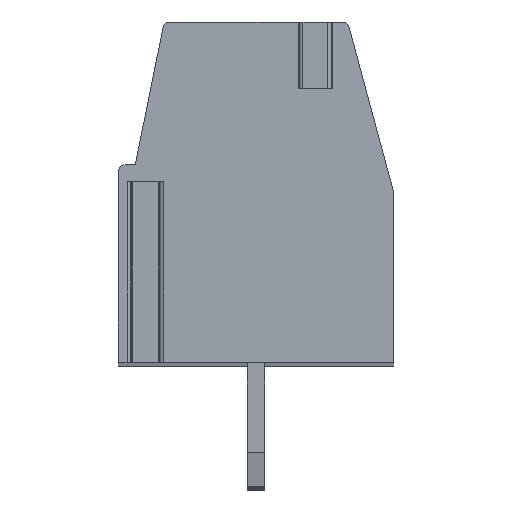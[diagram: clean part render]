
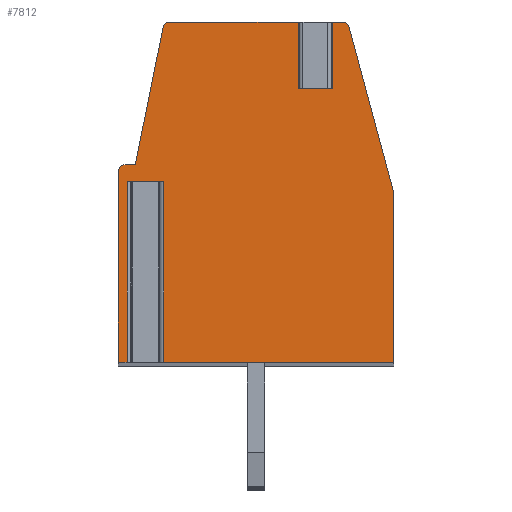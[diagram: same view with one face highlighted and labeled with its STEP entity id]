
A CAD part, top view. The second image highlights one B-rep face of the part: STEP entity #7812.
In plain terms, the highlighted planar face has unit normal (0, 0, 1).
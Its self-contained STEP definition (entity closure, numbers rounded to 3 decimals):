
#13=DIRECTION('',(-1.,0.,0.));
#14=VECTOR('',#13,1.07);
#15=CARTESIAN_POINT('',(-2.72,0.3,63.5));
#16=LINE('',#15,#14);
#17=DIRECTION('',(0.,-1.,0.));
#18=VECTOR('',#17,5.3);
#19=CARTESIAN_POINT('',(-3.79,0.3,63.5));
#20=LINE('',#19,#18);
#21=DIRECTION('',(1.,0.,0.));
#22=VECTOR('',#21,0.26);
#23=CARTESIAN_POINT('',(-4.05,-5.,63.5));
#24=LINE('',#23,#22);
#25=DIRECTION('',(0.,-1.,0.));
#26=VECTOR('',#25,5.6);
#27=CARTESIAN_POINT('',(-4.05,0.6,63.5));
#28=LINE('',#27,#26);
#29=CARTESIAN_POINT('',(-3.85,0.6,63.5));
#30=DIRECTION('',(0.,0.,1.));
#31=DIRECTION('',(0.,1.,0.));
#32=AXIS2_PLACEMENT_3D('',#29,#30,#31);
#34=DIRECTION('',(-1.,0.,0.));
#35=VECTOR('',#34,0.3);
#36=CARTESIAN_POINT('',(-3.55,0.8,63.5));
#37=LINE('',#36,#35);
#38=DIRECTION('',(-0.198,-0.98,0.));
#39=VECTOR('',#38,4.122);
#40=CARTESIAN_POINT('',(-2.732,4.84,63.5));
#41=LINE('',#40,#39);
#42=CARTESIAN_POINT('',(-2.536,4.8,63.5));
#43=DIRECTION('',(0.,0.,1.));
#44=DIRECTION('',(0.,1.,0.));
#45=AXIS2_PLACEMENT_3D('',#42,#43,#44);
#47=DIRECTION('',(-1.,0.,0.));
#48=VECTOR('',#47,3.981);
#49=CARTESIAN_POINT('',(1.445,5.,63.5));
#50=LINE('',#49,#48);
#51=DIRECTION('',(0.,-1.,0.));
#52=VECTOR('',#51,1.95);
#53=CARTESIAN_POINT('',(1.445,5.,63.5));
#54=LINE('',#53,#52);
#55=DIRECTION('',(-1.,0.,0.));
#56=VECTOR('',#55,0.6);
#57=CARTESIAN_POINT('',(2.045,3.05,63.5));
#58=LINE('',#57,#56);
#59=DIRECTION('',(0.,-1.,0.));
#60=VECTOR('',#59,1.95);
#61=CARTESIAN_POINT('',(2.045,5.,63.5));
#62=LINE('',#61,#60);
#63=DIRECTION('',(-1.,0.,0.));
#64=VECTOR('',#63,0.502);
#65=CARTESIAN_POINT('',(2.547,5.,63.5));
#66=LINE('',#65,#64);
#67=CARTESIAN_POINT('',(2.547,4.8,63.5));
#68=DIRECTION('',(0.,0.,1.));
#69=DIRECTION('',(0.965,0.261,0.));
#70=AXIS2_PLACEMENT_3D('',#67,#68,#69);
#72=DIRECTION('',(-0.261,0.965,0.));
#73=VECTOR('',#72,5.026);
#74=CARTESIAN_POINT('',(4.05,0.,63.5));
#75=LINE('',#74,#73);
#76=DIRECTION('',(0.,1.,0.));
#77=VECTOR('',#76,5.);
#78=CARTESIAN_POINT('',(4.05,-5.,63.5));
#79=LINE('',#78,#77);
#80=DIRECTION('',(1.,0.,0.));
#81=VECTOR('',#80,6.77);
#82=CARTESIAN_POINT('',(-2.72,-5.,63.5));
#83=LINE('',#82,#81);
#84=DIRECTION('',(0.,-1.,0.));
#85=VECTOR('',#84,5.3);
#86=CARTESIAN_POINT('',(-2.72,0.3,63.5));
#87=LINE('',#86,#85);
#6089=CARTESIAN_POINT('',(4.05,0.,63.5));
#6090=CARTESIAN_POINT('',(2.74,4.852,63.5));
#6091=VERTEX_POINT('',#6089);
#6092=VERTEX_POINT('',#6090);
#6093=CARTESIAN_POINT('',(2.547,5.,63.5));
#6094=VERTEX_POINT('',#6093);
#6095=CARTESIAN_POINT('',(-2.536,5.,63.5));
#6096=CARTESIAN_POINT('',(-2.732,4.84,63.5));
#6097=VERTEX_POINT('',#6095);
#6098=VERTEX_POINT('',#6096);
#6099=CARTESIAN_POINT('',(-3.55,0.8,63.5));
#6100=VERTEX_POINT('',#6099);
#6101=CARTESIAN_POINT('',(-3.85,0.8,63.5));
#6102=VERTEX_POINT('',#6101);
#6103=CARTESIAN_POINT('',(-4.05,0.6,63.5));
#6104=VERTEX_POINT('',#6103);
#6105=CARTESIAN_POINT('',(-4.05,-5.,63.5));
#6106=VERTEX_POINT('',#6105);
#6107=CARTESIAN_POINT('',(4.05,-5.,63.5));
#6108=VERTEX_POINT('',#6107);
#6169=CARTESIAN_POINT('',(2.045,3.05,63.5));
#6170=CARTESIAN_POINT('',(1.445,3.05,63.5));
#6171=VERTEX_POINT('',#6169);
#6172=VERTEX_POINT('',#6170);
#6173=CARTESIAN_POINT('',(1.445,5.,63.5));
#6174=VERTEX_POINT('',#6173);
#6175=CARTESIAN_POINT('',(2.045,5.,63.5));
#6176=VERTEX_POINT('',#6175);
#6189=CARTESIAN_POINT('',(-2.72,0.3,63.5));
#6190=CARTESIAN_POINT('',(-3.79,0.3,63.5));
#6191=VERTEX_POINT('',#6189);
#6192=VERTEX_POINT('',#6190);
#6193=CARTESIAN_POINT('',(-2.72,-5.,63.5));
#6194=VERTEX_POINT('',#6193);
#6195=CARTESIAN_POINT('',(-3.79,-5.,63.5));
#6196=VERTEX_POINT('',#6195);
#7769=CARTESIAN_POINT('',(0.,0.,63.5));
#7770=DIRECTION('',(0.,0.,1.));
#7771=DIRECTION('',(1.,0.,0.));
#7772=AXIS2_PLACEMENT_3D('',#7769,#7770,#7771);
#7773=PLANE('',#7772);
#7775=ORIENTED_EDGE('',*,*,#7774,.T.);
#7777=ORIENTED_EDGE('',*,*,#7776,.T.);
#7779=ORIENTED_EDGE('',*,*,#7778,.F.);
#7781=ORIENTED_EDGE('',*,*,#7780,.F.);
#7783=ORIENTED_EDGE('',*,*,#7782,.F.);
#7785=ORIENTED_EDGE('',*,*,#7784,.F.);
#7787=ORIENTED_EDGE('',*,*,#7786,.F.);
#7789=ORIENTED_EDGE('',*,*,#7788,.F.);
#7791=ORIENTED_EDGE('',*,*,#7790,.F.);
#7793=ORIENTED_EDGE('',*,*,#7792,.T.);
#7795=ORIENTED_EDGE('',*,*,#7794,.F.);
#7797=ORIENTED_EDGE('',*,*,#7796,.F.);
#7799=ORIENTED_EDGE('',*,*,#7798,.F.);
#7801=ORIENTED_EDGE('',*,*,#7800,.F.);
#7803=ORIENTED_EDGE('',*,*,#7802,.F.);
#7805=ORIENTED_EDGE('',*,*,#7804,.F.);
#7807=ORIENTED_EDGE('',*,*,#7806,.F.);
#7809=ORIENTED_EDGE('',*,*,#7808,.F.);
#7810=EDGE_LOOP('',(#7775,#7777,#7779,#7781,#7783,#7785,#7787,#7789,#7791,#7793,
#7795,#7797,#7799,#7801,#7803,#7805,#7807,#7809));
#7811=FACE_OUTER_BOUND('',#7810,.F.);
#33=CIRCLE('',#32,0.2);
#46=CIRCLE('',#45,0.2);
#71=CIRCLE('',#70,0.2);
#7774=EDGE_CURVE('',#6191,#6192,#16,.T.);
#7776=EDGE_CURVE('',#6192,#6196,#20,.T.);
#7778=EDGE_CURVE('',#6106,#6196,#24,.T.);
#7780=EDGE_CURVE('',#6104,#6106,#28,.T.);
#7782=EDGE_CURVE('',#6102,#6104,#33,.T.);
#7784=EDGE_CURVE('',#6100,#6102,#37,.T.);
#7786=EDGE_CURVE('',#6098,#6100,#41,.T.);
#7788=EDGE_CURVE('',#6097,#6098,#46,.T.);
#7790=EDGE_CURVE('',#6174,#6097,#50,.T.);
#7792=EDGE_CURVE('',#6174,#6172,#54,.T.);
#7794=EDGE_CURVE('',#6171,#6172,#58,.T.);
#7796=EDGE_CURVE('',#6176,#6171,#62,.T.);
#7798=EDGE_CURVE('',#6094,#6176,#66,.T.);
#7800=EDGE_CURVE('',#6092,#6094,#71,.T.);
#7802=EDGE_CURVE('',#6091,#6092,#75,.T.);
#7804=EDGE_CURVE('',#6108,#6091,#79,.T.);
#7806=EDGE_CURVE('',#6194,#6108,#83,.T.);
#7808=EDGE_CURVE('',#6191,#6194,#87,.T.);
#7812=ADVANCED_FACE('',(#7811),#7773,.T.);
